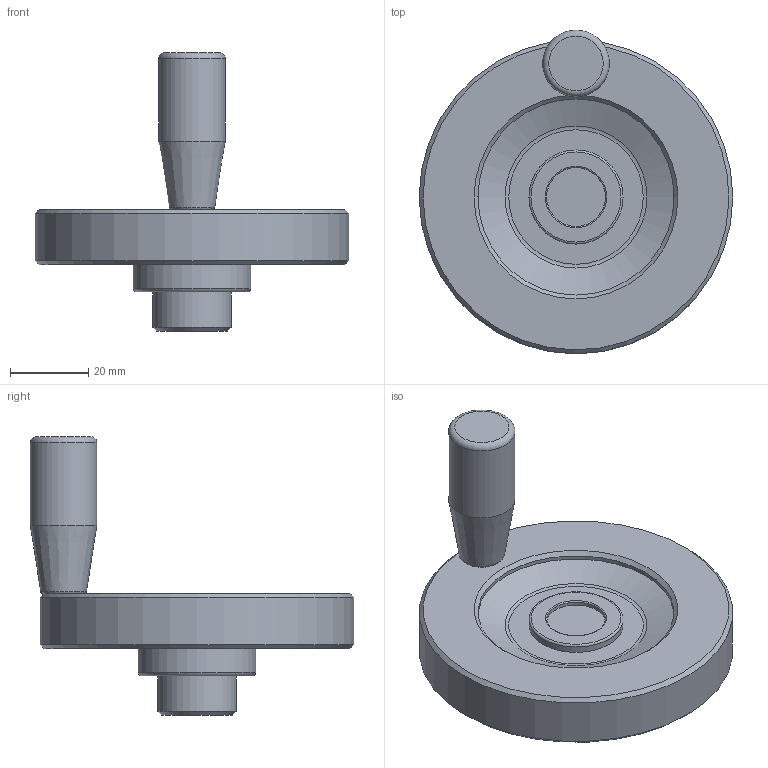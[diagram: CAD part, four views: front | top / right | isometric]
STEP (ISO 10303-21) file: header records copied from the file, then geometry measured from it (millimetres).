
FILE_DESCRIPTION( ( 'Unknown' ), '1' );
FILE_NAME( '7102004_VPRA080_M.stp', 'Unknown', ( 'Unknown' ), ( 'Unknown' ), 'PSStep 11.0', 'Unknown', ' ' );
FILE_SCHEMA( ( 'AUTOMOTIVE_DESIGN { 1 0 10303 214 1 1 1 1 }' ) );
Length unit declared in the file: millimetre
Products named in the file (1): 1831088
Bounding box: 80 x 82.5 x 71 mm (x, y, z)
Volume: 68164.6 mm3; surface area: 20022.9 mm2
Topology: 1 solids, 3 shells, 104 faces, 243 edges, 149 vertices
Faces by surface type: plane 36, cone 21, cylinder 20, torus 13, bspline 10, sphere 4
Full cylindrical faces by diameter (mm): 3.1 x1, 4 x1, 4.8 x1, 4.917 x1, 5.1 x1, 6 x1, 8 x3, 15 x1, 17 x1, 20 x1, 24 x1, 30 x1, 50 x1, 80 x1
Entity records: 5088 total; most frequent: CARTESIAN_POINT 2173, DIRECTION 446, ORIENTED_EDGE 362, AXIS2_PLACEMENT_3D 198, EDGE_CURVE 181, EDGE_LOOP 154, VERTEX_POINT 131, FACE_OUTER_BOUND 127
